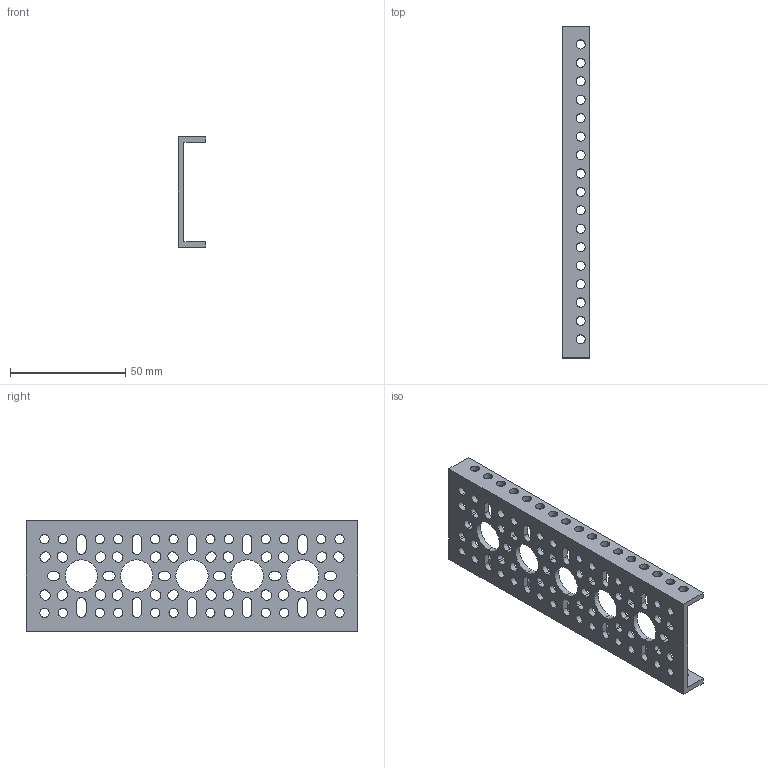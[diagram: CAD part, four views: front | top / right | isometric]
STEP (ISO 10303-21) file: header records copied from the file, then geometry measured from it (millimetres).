
FILE_DESCRIPTION (( 'STEP AP203' ), '1' );
FILE_NAME ('1107-0005-0144 rev1.STEP', '2017-05-12T19:22:02', ( '' ), ( '' ), 'SwSTEP 2.0', 'SolidWorks 2016', '' );
FILE_SCHEMA (( 'CONFIG_CONTROL_DESIGN' ));
Length unit declared in the file: millimetre
Products named in the file (1): 1107-0005-0144 rev1
Bounding box: 12 x 144 x 48 mm (x, y, z)
Volume: 18401.3 mm3; surface area: 19762.4 mm2
Topology: 1 solids, 1 shells, 325 faces, 969 edges, 646 vertices
Faces by surface type: cylinder 235, plane 90
Entity records: 11642 total; most frequent: DIRECTION 2091, CARTESIAN_POINT 1941, ORIENTED_EDGE 1938, EDGE_CURVE 969, AXIS2_PLACEMENT_3D 796, VERTEX_POINT 646, EDGE_LOOP 531, LINE 499
